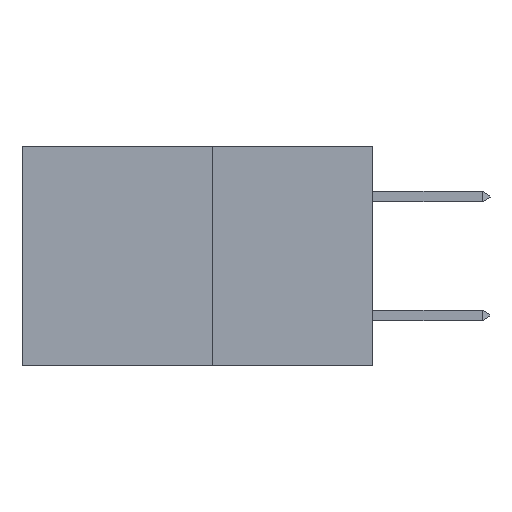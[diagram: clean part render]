
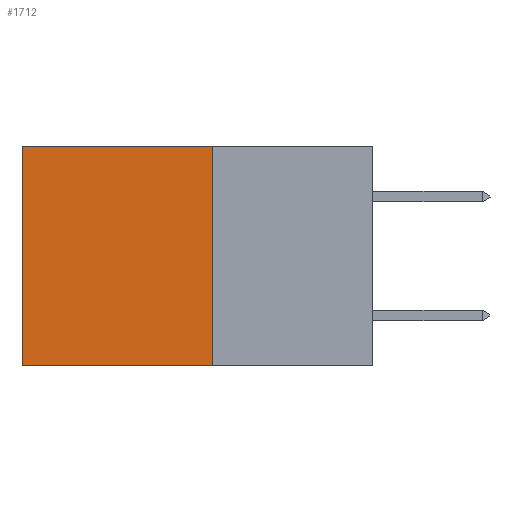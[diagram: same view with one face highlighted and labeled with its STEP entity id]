
A CAD part, left-side view. The second image highlights one B-rep face of the part: STEP entity #1712.
In plain terms, the highlighted planar face has unit normal (-1, 0, 0).
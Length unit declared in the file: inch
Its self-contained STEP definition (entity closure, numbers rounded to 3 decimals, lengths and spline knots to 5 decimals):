
#112 = DIRECTION ( 'NONE',  ( 0., 0., -1. ) ) ;
#733 = CARTESIAN_POINT ( 'NONE',  ( 0.277, 0.27, -0.37 ) ) ;
#1413 = CARTESIAN_POINT ( 'NONE',  ( 0.277, 0.27, 0. ) ) ;
#1712 = ADVANCED_FACE ( 'NONE', ( #11331 ), #2303, .F. ) ;
#1857 = DIRECTION ( 'NONE',  ( 0., 1., 0. ) ) ;
#1898 = AXIS2_PLACEMENT_3D ( 'NONE', #7871, #6162, #112 ) ;
#2303 = PLANE ( 'NONE',  #1898 ) ;
#2879 = EDGE_LOOP ( 'NONE', ( #5723, #8022, #3537, #6007 ) ) ;
#3312 = DIRECTION ( 'NONE',  ( 0., 0., -1. ) ) ;
#3537 = ORIENTED_EDGE ( 'NONE', *, *, #4307, .F. ) ;
#3656 = CARTESIAN_POINT ( 'NONE',  ( 0.277, 0.27, -0.37 ) ) ;
#3728 = EDGE_CURVE ( 'NONE', #5229, #10826, #6772, .T. ) ;
#3808 = VERTEX_POINT ( 'NONE', #4941 ) ;
#4240 = DIRECTION ( 'NONE',  ( 0., 1., 0. ) ) ;
#4307 = EDGE_CURVE ( 'NONE', #9203, #5229, #8459, .T. ) ;
#4941 = CARTESIAN_POINT ( 'NONE',  ( 0.277, 0.59, 0. ) ) ;
#5229 = VERTEX_POINT ( 'NONE', #8336 ) ;
#5548 = EDGE_CURVE ( 'NONE', #9203, #3808, #7284, .T. ) ;
#5723 = ORIENTED_EDGE ( 'NONE', *, *, #7469, .T. ) ;
#6007 = ORIENTED_EDGE ( 'NONE', *, *, #5548, .T. ) ;
#6162 = DIRECTION ( 'NONE',  ( 1., 0., 0. ) ) ;
#6772 = LINE ( 'NONE', #733, #7326 ) ;
#6783 = CARTESIAN_POINT ( 'NONE',  ( 0.277, 0.59, -0.37 ) ) ;
#7022 = VECTOR ( 'NONE', #4240, 39.37008 ) ;
#7284 = LINE ( 'NONE', #7822, #7022 ) ;
#7309 = DIRECTION ( 'NONE',  ( 0., 0., -1. ) ) ;
#7326 = VECTOR ( 'NONE', #1857, 39.37008 ) ;
#7469 = EDGE_CURVE ( 'NONE', #3808, #10826, #7818, .T. ) ;
#7818 = LINE ( 'NONE', #8616, #10139 ) ;
#7822 = CARTESIAN_POINT ( 'NONE',  ( 0.277, 0.27, 0. ) ) ;
#7871 = CARTESIAN_POINT ( 'NONE',  ( 0.277, 0.27, -0.37 ) ) ;
#8022 = ORIENTED_EDGE ( 'NONE', *, *, #3728, .F. ) ;
#8336 = CARTESIAN_POINT ( 'NONE',  ( 0.277, 0.27, -0.37 ) ) ;
#8459 = LINE ( 'NONE', #3656, #10293 ) ;
#8616 = CARTESIAN_POINT ( 'NONE',  ( 0.277, 0.59, -0.37 ) ) ;
#9203 = VERTEX_POINT ( 'NONE', #1413 ) ;
#10139 = VECTOR ( 'NONE', #3312, 39.37008 ) ;
#10293 = VECTOR ( 'NONE', #7309, 39.37008 ) ;
#10826 = VERTEX_POINT ( 'NONE', #6783 ) ;
#11331 = FACE_OUTER_BOUND ( 'NONE', #2879, .T. ) ;
